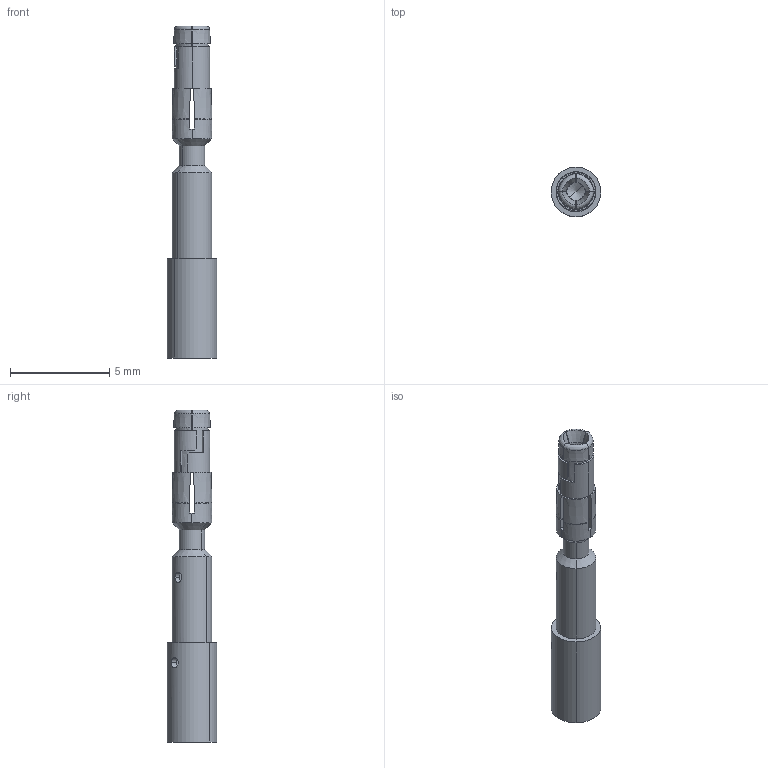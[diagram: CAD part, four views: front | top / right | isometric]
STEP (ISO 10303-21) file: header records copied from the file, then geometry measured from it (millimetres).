
FILE_DESCRIPTION((''),'2;1');
FILE_NAME('1605566','2015-09-28T',('feitelbuss'),(''),'PRO/ENGINEER BY PARAMETRIC TECHNOLOGY CORPORATION, 2014200','PRO/ENGINEER BY PARAMETRIC TECHNOLOGY CORPORATION, 2014200','');
FILE_SCHEMA(('AUTOMOTIVE_DESIGN { 1 0 10303 214 1 1 1 1 }'));
Length unit declared in the file: millimetre
Products named in the file (1): 1605566
Bounding box: 2.49 x 2.49 x 16.75 mm (x, y, z)
Volume: 31.3 mm3; surface area: 200.8 mm2
Topology: 1 solids, 1 shells, 144 faces, 415 edges, 258 vertices
Faces by surface type: bspline 51, plane 43, cylinder 26, cone 20, torus 4
Entity records: 7021 total; most frequent: CARTESIAN_POINT 3569, ORIENTED_EDGE 822, DIRECTION 479, EDGE_CURVE 411, VERTEX_POINT 258, B_SPLINE_CURVE_WITH_KNOTS 188, AXIS2_PLACEMENT_3D 163, VECTOR 153
